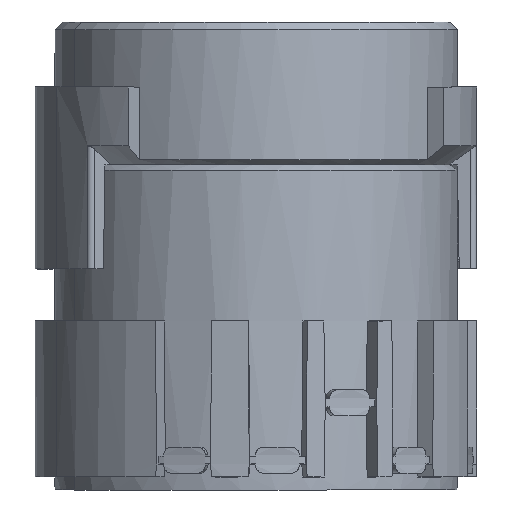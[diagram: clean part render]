
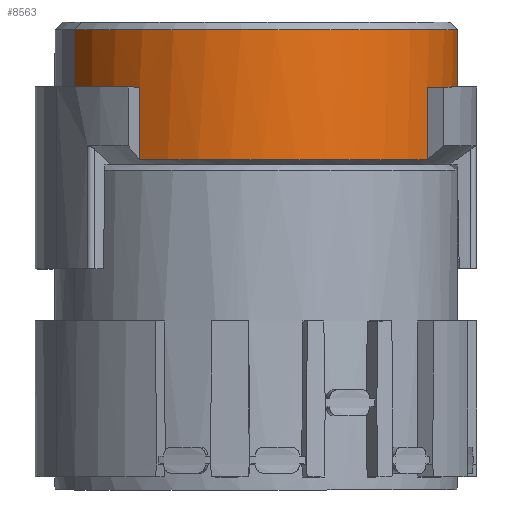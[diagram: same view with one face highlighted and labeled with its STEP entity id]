
A CAD part, left-side view. The second image highlights one B-rep face of the part: STEP entity #8563.
In plain terms, the highlighted cylindrical face has radius 7.75 mm (diameter 15.5 mm), a partial arc.
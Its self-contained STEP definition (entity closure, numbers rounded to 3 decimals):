
#5809=AXIS2_PLACEMENT_3D('Circle Axis2P3D',#5807,#5808,$) ;
#8516=AXIS2_PLACEMENT_3D('Cylinder Axis2P3D',#8513,#8514,#8515) ;
#8530=AXIS2_PLACEMENT_3D('Circle Axis2P3D',#8528,#8529,$) ;
#8535=AXIS2_PLACEMENT_3D('Circle Axis2P3D',#8533,#8534,$) ;
#5804=CARTESIAN_POINT('Vertex',(4.409,1.915,12.71)) ;
#5807=CARTESIAN_POINT('Axis2P3D Location',(8.496,8.5,12.71)) ;
#5811=CARTESIAN_POINT('Vertex',(2.173,12.981,12.71)) ;
#8153=CARTESIAN_POINT('Line Origine',(5.138,15.485,12.71)) ;
#8157=CARTESIAN_POINT('Vertex',(5.138,15.485,17.7)) ;
#8159=CARTESIAN_POINT('Vertex',(5.138,15.485,15.5)) ;
#8176=CARTESIAN_POINT('Vertex',(11.854,1.515,17.7)) ;
#8179=CARTESIAN_POINT('Line Origine',(11.854,1.515,12.71)) ;
#8183=CARTESIAN_POINT('Vertex',(11.854,1.515,15.5)) ;
#8493=CARTESIAN_POINT('Line Origine',(4.409,1.915,14.105)) ;
#8497=CARTESIAN_POINT('Vertex',(4.409,1.915,15.5)) ;
#8513=CARTESIAN_POINT('Axis2P3D Location',(8.496,8.5,12.71)) ;
#8519=CARTESIAN_POINT('Control Point',(11.854,1.515,17.7)) ;
#8520=CARTESIAN_POINT('Control Point',(9.66,0.46,17.7)) ;
#8521=CARTESIAN_POINT('Control Point',(7.05,0.264,17.7)) ;
#8522=CARTESIAN_POINT('Control Point',(4.481,1.164,17.7)) ;
#8523=CARTESIAN_POINT('Control Point',(2.566,2.948,17.7)) ;
#8524=CARTESIAN_POINT('Control Point',(1.511,5.142,17.7)) ;
#8525=CARTESIAN_POINT('Vertex',(1.511,5.142,17.7)) ;
#8528=CARTESIAN_POINT('Axis2P3D Location',(8.496,8.5,17.7)) ;
#8533=CARTESIAN_POINT('Axis2P3D Location',(8.496,8.5,15.5)) ;
#8537=CARTESIAN_POINT('Vertex',(2.173,12.981,15.5)) ;
#8540=CARTESIAN_POINT('Line Origine',(2.173,12.981,12.71)) ;
#8546=CARTESIAN_POINT('Control Point',(4.409,1.915,15.5)) ;
#8547=CARTESIAN_POINT('Control Point',(6.062,0.89,15.5)) ;
#8548=CARTESIAN_POINT('Control Point',(8.062,0.416,15.5)) ;
#8549=CARTESIAN_POINT('Control Point',(10.102,0.673,15.5)) ;
#8550=CARTESIAN_POINT('Control Point',(11.854,1.515,15.5)) ;
#5808=DIRECTION('Axis2P3D Direction',(0.,0.,1.)) ;
#8154=DIRECTION('Vector Direction',(0.,0.,1.)) ;
#8180=DIRECTION('Vector Direction',(0.,0.,1.)) ;
#8494=DIRECTION('Vector Direction',(0.,0.,1.)) ;
#8514=DIRECTION('Axis2P3D Direction',(0.,0.,1.)) ;
#8515=DIRECTION('Axis2P3D XDirection',(-0.433,0.901,0.)) ;
#8529=DIRECTION('Axis2P3D Direction',(0.,0.,1.)) ;
#8534=DIRECTION('Axis2P3D Direction',(0.,0.,1.)) ;
#8541=DIRECTION('Vector Direction',(0.,0.,1.)) ;
#8155=VECTOR('Line Direction',#8154,1.) ;
#8181=VECTOR('Line Direction',#8180,1.) ;
#8495=VECTOR('Line Direction',#8494,1.) ;
#8542=VECTOR('Line Direction',#8541,1.) ;
#8553=ORIENTED_EDGE('',*,*,#8185,.T.) ;
#8554=ORIENTED_EDGE('',*,*,#8527,.T.) ;
#8555=ORIENTED_EDGE('',*,*,#8532,.T.) ;
#8556=ORIENTED_EDGE('',*,*,#8161,.T.) ;
#8557=ORIENTED_EDGE('',*,*,#8539,.T.) ;
#8558=ORIENTED_EDGE('',*,*,#8544,.T.) ;
#8559=ORIENTED_EDGE('',*,*,#5813,.F.) ;
#8560=ORIENTED_EDGE('',*,*,#8499,.T.) ;
#8561=ORIENTED_EDGE('',*,*,#8551,.T.) ;
#8563=ADVANCED_FACE('Hauptk\X2\00F6\X0\rper',(#8562),#8517,.T.) ;
#8518=B_SPLINE_CURVE_WITH_KNOTS('',5,(#8519,#8520,#8521,#8522,#8523,#8524),.UNSPECIFIED.,.F.,.U.,(6,6),(-6.087,6.087),.UNSPECIFIED.) ;
#8545=B_SPLINE_CURVE_WITH_KNOTS('',4,(#8546,#8547,#8548,#8549,#8550),.UNSPECIFIED.,.F.,.U.,(5,5),(-3.889,3.889),.UNSPECIFIED.) ;
#5810=CIRCLE('generated circle',#5809,7.75) ;
#8531=CIRCLE('generated circle',#8530,7.75) ;
#8536=CIRCLE('generated circle',#8535,7.75) ;
#8517=CYLINDRICAL_SURFACE('generated cylinder',#8516,7.75) ;
#5813=EDGE_CURVE('',#5805,#5812,#5810,.F.) ;
#8161=EDGE_CURVE('',#8158,#8160,#8156,.F.) ;
#8185=EDGE_CURVE('',#8184,#8177,#8182,.T.) ;
#8499=EDGE_CURVE('',#5805,#8498,#8496,.T.) ;
#8527=EDGE_CURVE('',#8177,#8526,#8518,.T.) ;
#8532=EDGE_CURVE('',#8526,#8158,#8531,.F.) ;
#8539=EDGE_CURVE('',#8160,#8538,#8536,.T.) ;
#8544=EDGE_CURVE('',#8538,#5812,#8543,.F.) ;
#8551=EDGE_CURVE('',#8498,#8184,#8545,.T.) ;
#8552=EDGE_LOOP('',(#8553,#8554,#8555,#8556,#8557,#8558,#8559,#8560,#8561)) ;
#8562=FACE_OUTER_BOUND('',#8552,.T.) ;
#8156=LINE('Line',#8153,#8155) ;
#8182=LINE('Line',#8179,#8181) ;
#8496=LINE('Line',#8493,#8495) ;
#8543=LINE('Line',#8540,#8542) ;
#5805=VERTEX_POINT('',#5804) ;
#5812=VERTEX_POINT('',#5811) ;
#8158=VERTEX_POINT('',#8157) ;
#8160=VERTEX_POINT('',#8159) ;
#8177=VERTEX_POINT('',#8176) ;
#8184=VERTEX_POINT('',#8183) ;
#8498=VERTEX_POINT('',#8497) ;
#8526=VERTEX_POINT('',#8525) ;
#8538=VERTEX_POINT('',#8537) ;
